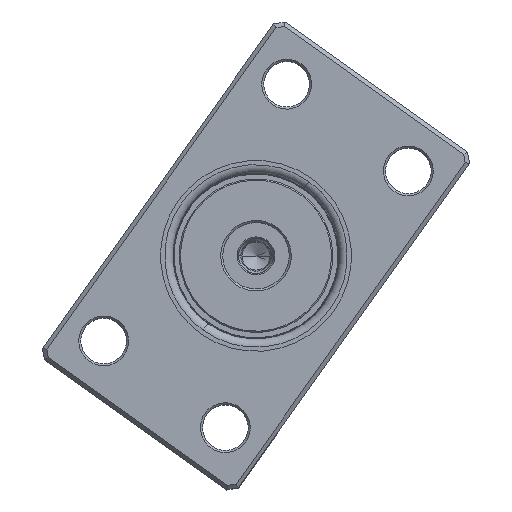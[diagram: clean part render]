
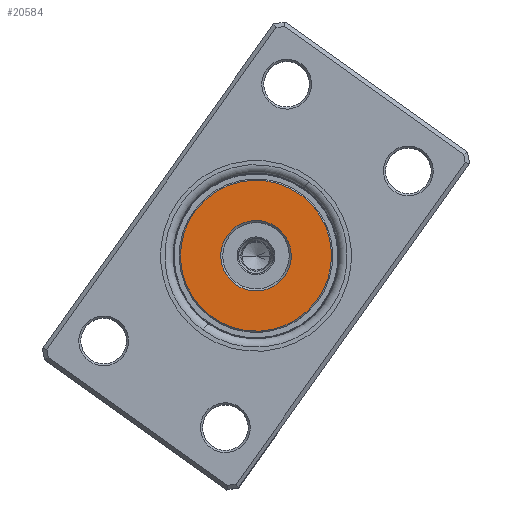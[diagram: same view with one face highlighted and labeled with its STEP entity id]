
A CAD part, top view. The second image highlights one B-rep face of the part: STEP entity #20584.
In plain terms, the highlighted face is planar.
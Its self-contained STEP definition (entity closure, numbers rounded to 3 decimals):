
#909 = DIRECTION ( 'NONE',  ( 1., 0., 0. ) ) ;
#2242 = CARTESIAN_POINT ( 'NONE',  ( 0., 0., 0. ) ) ;
#2540 = FACE_OUTER_BOUND ( 'NONE', #15122, .T. ) ;
#2968 = VERTEX_POINT ( 'NONE', #45675 ) ;
#5296 = CARTESIAN_POINT ( 'NONE',  ( 0., 0., 0. ) ) ;
#5570 = CARTESIAN_POINT ( 'NONE',  ( 8.5, 0., 0. ) ) ;
#7134 = AXIS2_PLACEMENT_3D ( 'NONE', #5296, #37712, #37351 ) ;
#7612 = EDGE_CURVE ( 'NONE', #2968, #42242, #33529, .T. ) ;
#7642 = VERTEX_POINT ( 'NONE', #13913 ) ;
#7733 = DIRECTION ( 'NONE',  ( 0., 0., 1. ) ) ;
#8354 = EDGE_CURVE ( 'NONE', #45931, #7642, #31565, .T. ) ;
#11930 = AXIS2_PLACEMENT_3D ( 'NONE', #43970, #48142, #47959 ) ;
#12371 = CIRCLE ( 'NONE', #18305, 8.5 ) ;
#13913 = CARTESIAN_POINT ( 'NONE',  ( -8.5, 0., 0. ) ) ;
#14660 = DIRECTION ( 'NONE',  ( 1., 0., 0. ) ) ;
#15122 = EDGE_LOOP ( 'NONE', ( #24119, #25199 ) ) ;
#17416 = AXIS2_PLACEMENT_3D ( 'NONE', #23918, #7733, #45153 ) ;
#18305 = AXIS2_PLACEMENT_3D ( 'NONE', #29376, #37114, #909 ) ;
#18364 = CARTESIAN_POINT ( 'NONE',  ( -18.2, 0., 0. ) ) ;
#20584 = ADVANCED_FACE ( 'NONE', ( #2540, #40965 ), #51438, .F. ) ;
#23918 = CARTESIAN_POINT ( 'NONE',  ( 0., 0., 0. ) ) ;
#24119 = ORIENTED_EDGE ( 'NONE', *, *, #7612, .T. ) ;
#25199 = ORIENTED_EDGE ( 'NONE', *, *, #44483, .T. ) ;
#26394 = ORIENTED_EDGE ( 'NONE', *, *, #39611, .T. ) ;
#27251 = DIRECTION ( 'NONE',  ( 0., 0., 1. ) ) ;
#28096 = EDGE_LOOP ( 'NONE', ( #26394, #41568 ) ) ;
#29376 = CARTESIAN_POINT ( 'NONE',  ( 0., 0., 0. ) ) ;
#31502 = AXIS2_PLACEMENT_3D ( 'NONE', #2242, #27251, #14660 ) ;
#31565 = CIRCLE ( 'NONE', #17416, 8.5 ) ;
#33529 = CIRCLE ( 'NONE', #7134, 18.2 ) ;
#36388 = CIRCLE ( 'NONE', #11930, 18.2 ) ;
#37114 = DIRECTION ( 'NONE',  ( 0., 0., 1. ) ) ;
#37351 = DIRECTION ( 'NONE',  ( 1., 0., 0. ) ) ;
#37712 = DIRECTION ( 'NONE',  ( 0., 0., -1. ) ) ;
#39611 = EDGE_CURVE ( 'NONE', #7642, #45931, #12371, .T. ) ;
#40965 = FACE_BOUND ( 'NONE', #28096, .T. ) ;
#41568 = ORIENTED_EDGE ( 'NONE', *, *, #8354, .T. ) ;
#42242 = VERTEX_POINT ( 'NONE', #18364 ) ;
#43970 = CARTESIAN_POINT ( 'NONE',  ( 0., 0., 0. ) ) ;
#44483 = EDGE_CURVE ( 'NONE', #42242, #2968, #36388, .T. ) ;
#45153 = DIRECTION ( 'NONE',  ( 1., 0., 0. ) ) ;
#45675 = CARTESIAN_POINT ( 'NONE',  ( 18.2, 0., 0. ) ) ;
#45931 = VERTEX_POINT ( 'NONE', #5570 ) ;
#47959 = DIRECTION ( 'NONE',  ( 1., 0., 0. ) ) ;
#48142 = DIRECTION ( 'NONE',  ( 0., 0., -1. ) ) ;
#51438 = PLANE ( 'NONE',  #31502 ) ;
